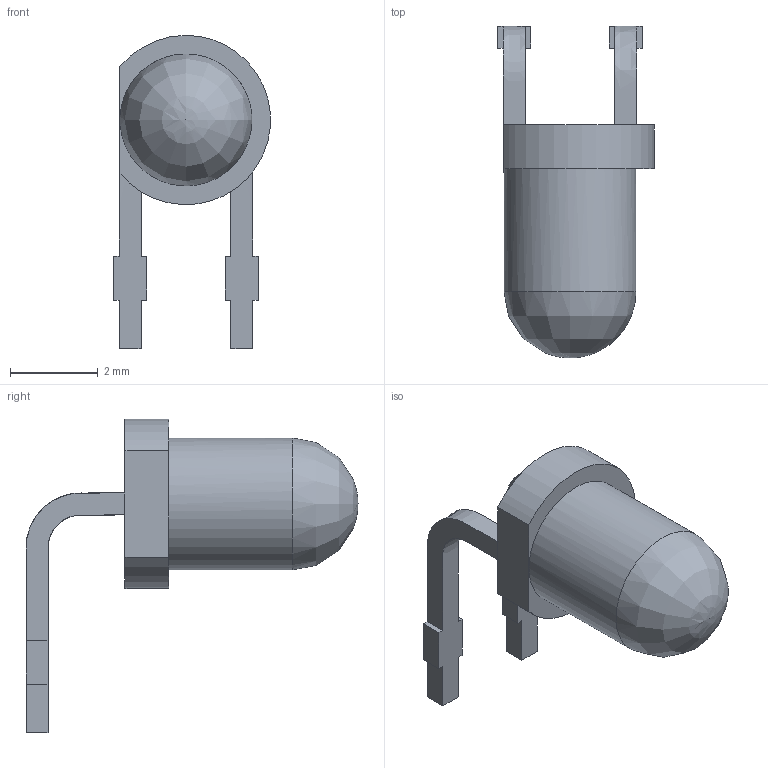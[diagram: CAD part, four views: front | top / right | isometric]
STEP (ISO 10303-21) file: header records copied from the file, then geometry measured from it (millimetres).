
FILE_DESCRIPTION(/* description */ (''),/* implementation_level */ '2;1');
FILE_NAME(/* name */ 'LED 3mm, Yellow, Thru-hole, Right Angle PCB 1',/* time_stamp */ '2019-06-02T11:28:22+02:00',/* author */ (''),/* organization */ (''),/* preprocessor_version */ 'ST-DEVELOPER v16.5',/* originating_system */ '',/* authorisation */ '');
FILE_SCHEMA (('AUTOMOTIVE_DESIGN'));
Length unit declared in the file: millimetre
Products named in the file (1): Document
Bounding box: 3.57 x 7.55 x 7.12 mm (x, y, z)
Surface area: 95.9 mm2 (no closed solid volume)
Topology: 0 solids, 3 shells, 33 faces, 97 edges, 66 vertices
Faces by surface type: bspline 27, plane 6
Entity records: 2538 total; most frequent: CARTESIAN_POINT 1913, ORIENTED_EDGE 174, EDGE_CURVE 96, B_SPLINE_CURVE_WITH_KNOTS 90, VERTEX_POINT 66, EDGE_LOOP 34, ADVANCED_FACE 33, FACE_OUTER_BOUND 33
